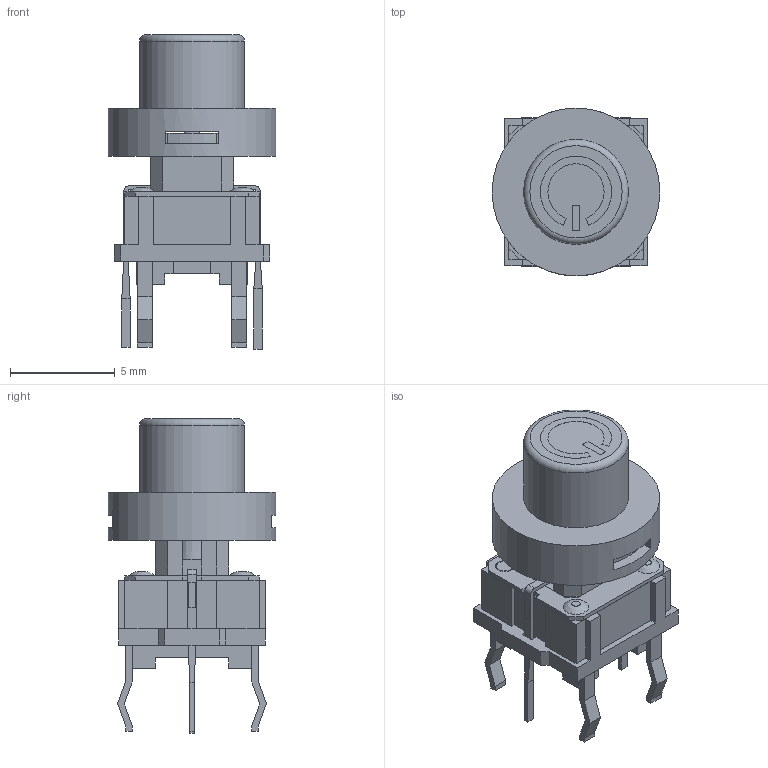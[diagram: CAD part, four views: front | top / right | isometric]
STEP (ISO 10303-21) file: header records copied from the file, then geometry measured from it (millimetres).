
FILE_DESCRIPTION((' '),'2;1');
FILE_NAME('TL1265xQSxxx-PWR.stp','2017-07-31T15:57:06',(' '),(' '),' ','ACIS',' ');
FILE_SCHEMA(('CONFIG_CONTROL_DESIGN'));
Length unit declared in the file: inch
Products named in the file (6): TL1265xQSxxx-PWR.stp; Body1; Body2; Body3; Body4; Body5
Assembly tree (5 placements, depth 2):
  TL1265xQSxxx-PWR.stp
    Body1
    Body2
    Body3
    Body4
    Body5
Bounding box: 8 x 8 x 15 mm (x, y, z)
Volume: 289.8 mm3; surface area: 820 mm2
Topology: 6 solids, 7 shells, 311 faces, 843 edges, 548 vertices
Faces by surface type: plane 271, cylinder 26, cone 7, bspline 5, sphere 1, torus 1
Full cylindrical faces by diameter (mm): 0.8 x4, 0.9 x4, 3 x1, 5 x2, 8 x1
Entity records: 10439 total; most frequent: CARTESIAN_POINT 1862, ORIENTED_EDGE 1620, DIRECTION 1526, EDGE_CURVE 810, VECTOR 720, LINE 720, VERTEX_POINT 538, AXIS2_PLACEMENT_3D 403
